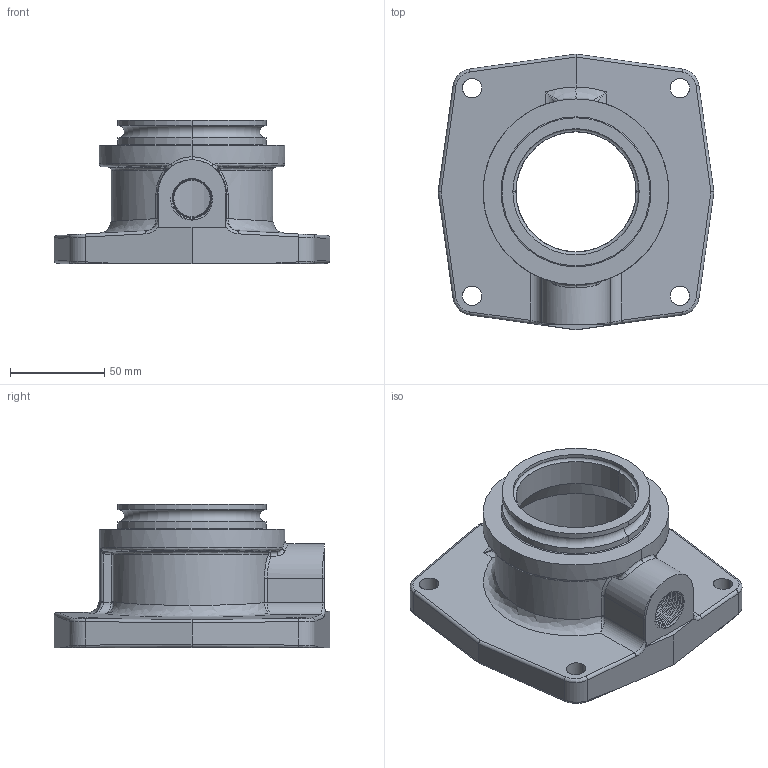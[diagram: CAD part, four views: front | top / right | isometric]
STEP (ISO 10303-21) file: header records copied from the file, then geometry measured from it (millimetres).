
FILE_DESCRIPTION((''),'2;1');
FILE_NAME('C20809_PRT','2006-12-11T',('work1'),(''),'PRO/ENGINEER BY PARAMETRIC TECHNOLOGY CORPORATION, 2005110','PRO/ENGINEER BY PARAMETRIC TECHNOLOGY CORPORATION, 2005110','');
FILE_SCHEMA(('CONFIG_CONTROL_DESIGN'));
Length unit declared in the file: inch
Products named in the file (1): C20809_PRT
Bounding box: 146.05 x 146.05 x 76.2 mm (x, y, z)
Volume: 367454.7 mm3; surface area: 79482 mm2
Topology: 1 solids, 1 shells, 174 faces, 421 edges, 251 vertices
Faces by surface type: bspline 57, cylinder 55, cone 28, plane 25, torus 6, sphere 3
Entity records: 10411 total; most frequent: CARTESIAN_POINT 6846, ORIENTED_EDGE 842, DIRECTION 557, EDGE_CURVE 421, VERTEX_POINT 251, AXIS2_PLACEMENT_3D 209, B_SPLINE_CURVE_WITH_KNOTS 190, EDGE_LOOP 188
